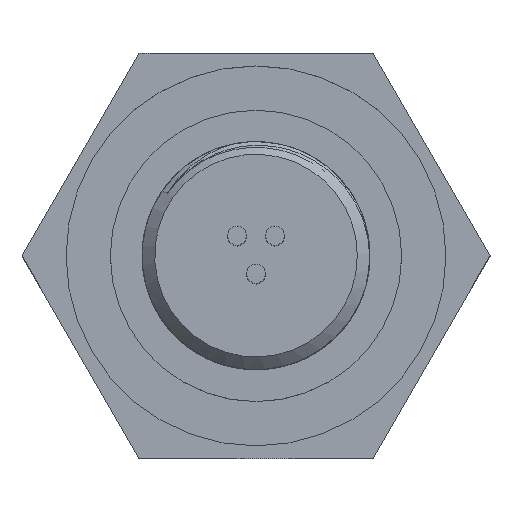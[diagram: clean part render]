
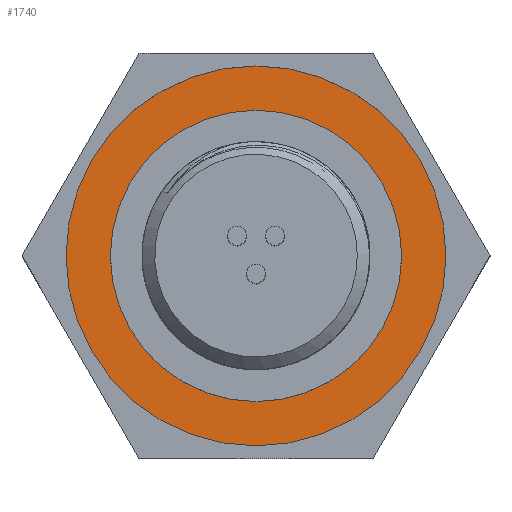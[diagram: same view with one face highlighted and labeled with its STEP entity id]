
A CAD part, top view. The second image highlights one B-rep face of the part: STEP entity #1740.
In plain terms, the highlighted planar face has unit normal (0, 0, 1).
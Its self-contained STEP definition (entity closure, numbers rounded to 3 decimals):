
#291=PLANE($,#1870);
#369=FACE_BOUND($,#596,.T.);
#370=FACE_BOUND($,#597,.T.);
#409=CIRCLE($,#1865,11.5);
#411=CIRCLE($,#1868,15.);
#596=EDGE_LOOP($,(#1304));
#597=EDGE_LOOP($,(#1305));
#810=VERTEX_POINT($,#4102);
#812=VERTEX_POINT($,#4107);
#999=EDGE_CURVE($,#810,#810,#409,.T.);
#1001=EDGE_CURVE($,#812,#812,#411,.T.);
#1304=ORIENTED_EDGE($,*,*,#999,.F.);
#1305=ORIENTED_EDGE($,*,*,#1001,.T.);
#1740=ADVANCED_FACE($,(#369,#370),#291,.F.);
#1865=AXIS2_PLACEMENT_3D($,#4103,#2047,#2048);
#1868=AXIS2_PLACEMENT_3D($,#4108,#2053,#2054);
#1870=AXIS2_PLACEMENT_3D($,#4111,#2057,#2058);
#2047=DIRECTION('center_axis',(0.,0.,1.));
#2048=DIRECTION('ref_axis',(-1.,0.,0.));
#2053=DIRECTION('center_axis',(0.,0.,1.));
#2054=DIRECTION('ref_axis',(-1.,0.,0.));
#2057=DIRECTION('center_axis',(0.,0.,-1.));
#2058=DIRECTION('ref_axis',(-1.,0.,0.));
#4102=CARTESIAN_POINT('',(11.5,0.,7.18));
#4103=CARTESIAN_POINT('Origin',(0.,0.,7.18));
#4107=CARTESIAN_POINT('',(15.,0.,7.18));
#4108=CARTESIAN_POINT('Origin',(0.,0.,7.18));
#4111=CARTESIAN_POINT('Origin',(0.,0.,7.18));
